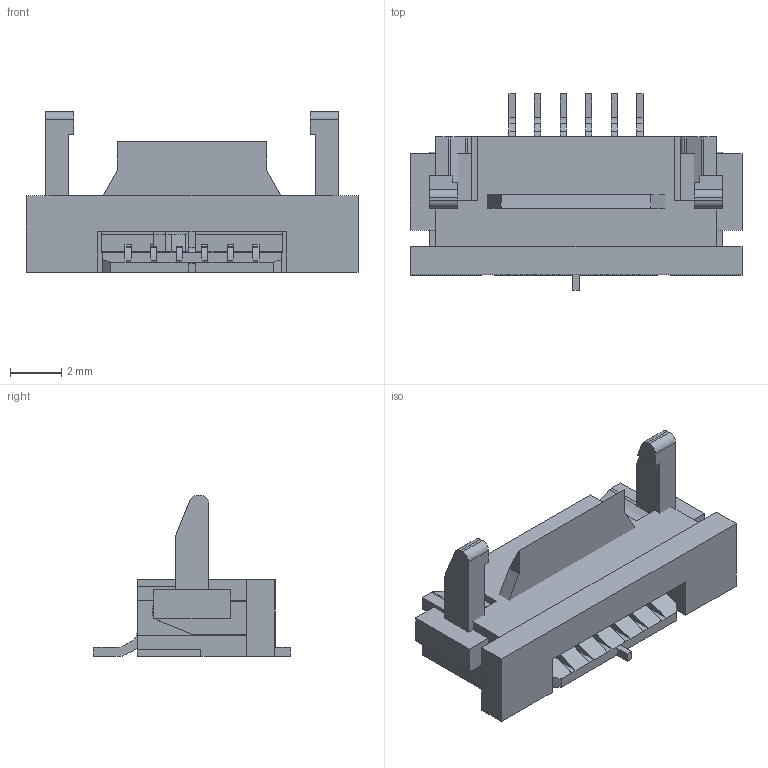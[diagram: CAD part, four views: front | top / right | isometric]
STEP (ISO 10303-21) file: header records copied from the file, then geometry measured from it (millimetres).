
FILE_DESCRIPTION( ( 'Unknown' ), '1' );
FILE_NAME( '68610614422.stp', 'Unknown', ( 'Unknown' ), ( 'Unknown' ), 'XStep 1.0', 'Unknown', ' ' );
FILE_SCHEMA( ( 'automotive_design' ) );
Length unit declared in the file: millimetre
Products named in the file (6): Assem1; Gehäuse; Verschluss; Pin1; Pin_rechts; Pin_rechts_mir
Bounding box: 13 x 7.7 x 6.31 mm (x, y, z)
Volume: 290.3 mm3; surface area: 1194 mm2
Topology: 15 solids, 15 shells, 743 faces, 2167 edges, 1422 vertices
Faces by surface type: plane 489, cylinder 254
Entity records: 10153 total; most frequent: CARTESIAN_POINT 1737, ORIENTED_EDGE 1732, DIRECTION 1662, EDGE_CURVE 866, LINE 680, VECTOR 680, VERTEX_POINT 566, AXIS2_PLACEMENT_3D 491
